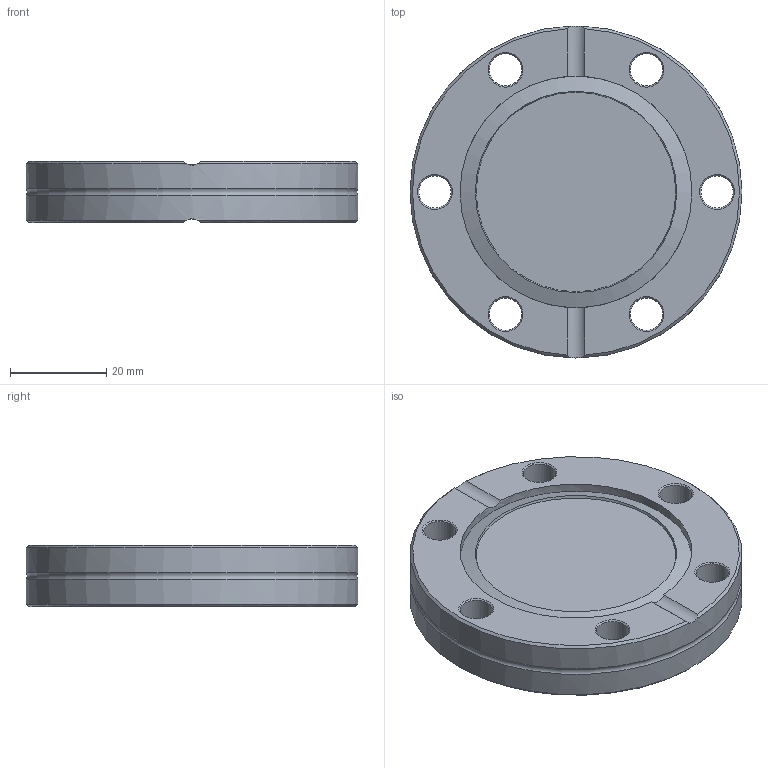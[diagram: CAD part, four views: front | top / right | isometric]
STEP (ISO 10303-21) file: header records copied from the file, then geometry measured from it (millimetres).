
FILE_DESCRIPTION( ( 'Unknown' ), '1' );
FILE_NAME( 'DFF275X000.stp', 'Unknown', ( 'Unknown' ), ( 'Unknown' ), 'XStep 1.0', 'Unknown', ' ' );
FILE_SCHEMA( ( 'CONFIG_CONTROL_DESIGN' ) );
Length unit declared in the file: millimetre
Products named in the file (1): 1
Bounding box: 69.09 x 69.09 x 12.7 mm (x, y, z)
Volume: 40367.2 mm3; surface area: 12005.5 mm2
Topology: 1 solids, 1 shells, 41 faces, 99 edges, 60 vertices
Faces by surface type: cone 20, cylinder 14, plane 6, torus 1
Full cylindrical faces by diameter (mm): 6.731 x6, 48.26 x2, 69.088 x2
Entity records: 1182 total; most frequent: CARTESIAN_POINT 290, DIRECTION 180, ORIENTED_EDGE 136, AXIS2_PLACEMENT_3D 86, EDGE_LOOP 80, EDGE_CURVE 68, VERTEX_POINT 56, FACE_OUTER_BOUND 52
